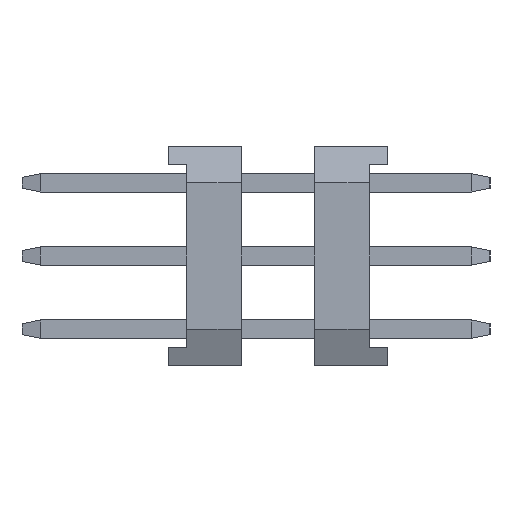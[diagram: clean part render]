
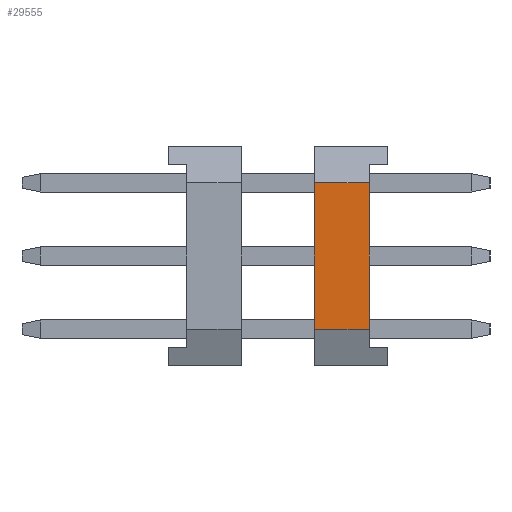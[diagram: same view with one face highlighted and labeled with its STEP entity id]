
A CAD part, left-side view. The second image highlights one B-rep face of the part: STEP entity #29555.
In plain terms, the highlighted planar face has unit normal (-1, 0, 0).
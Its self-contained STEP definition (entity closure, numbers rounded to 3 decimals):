
#21528=CARTESIAN_POINT('',(-1.,0.5,-2.));
#21529=VERTEX_POINT('',#21528);
#21536=CARTESIAN_POINT('',(-1.,2.,-2.));
#21537=VERTEX_POINT('',#21536);
#21538=CARTESIAN_POINT('',(-1.,0.5,-2.));
#21539=DIRECTION('',(0.,1.,0.));
#21540=VECTOR('',#21539,1.5);
#21541=LINE('',#21538,#21540);
#21542=EDGE_CURVE('',#21529,#21537,#21541,.T.);
#29509=CARTESIAN_POINT('',(-1.,2.,2.));
#29510=VERTEX_POINT('',#29509);
#29517=CARTESIAN_POINT('',(-1.,0.5,2.));
#29518=VERTEX_POINT('',#29517);
#29519=CARTESIAN_POINT('',(-1.,2.,2.));
#29520=DIRECTION('',(0.,-1.,0.));
#29521=VECTOR('',#29520,1.5);
#29522=LINE('',#29519,#29521);
#29523=EDGE_CURVE('',#29510,#29518,#29522,.T.);
#29534=CARTESIAN_POINT('',(-1.,0.,-3.));
#29535=DIRECTION('',(0.,0.,1.));
#29536=DIRECTION('',(-1.,0.,0.));
#29537=AXIS2_PLACEMENT_3D('',#29534,#29536,#29535);
#29538=PLANE('',#29537);
#29539=ORIENTED_EDGE('',*,*,#29523,.F.);
#29540=CARTESIAN_POINT('',(-1.,2.,-2.));
#29541=DIRECTION('',(0.,0.,1.));
#29542=VECTOR('',#29541,4.);
#29543=LINE('',#29540,#29542);
#29544=EDGE_CURVE('',#21537,#29510,#29543,.T.);
#29545=ORIENTED_EDGE('',*,*,#29544,.F.);
#29546=ORIENTED_EDGE('',*,*,#21542,.F.);
#29547=CARTESIAN_POINT('',(-1.,0.5,2.));
#29548=DIRECTION('',(0.,0.,-1.));
#29549=VECTOR('',#29548,4.);
#29550=LINE('',#29547,#29549);
#29551=EDGE_CURVE('',#29518,#21529,#29550,.T.);
#29552=ORIENTED_EDGE('',*,*,#29551,.F.);
#29553=EDGE_LOOP('',(#29539,#29545,#29546,#29552));
#29554=FACE_OUTER_BOUND('',#29553,.T.);
#29555=ADVANCED_FACE('',(#29554),#29538,.T.);
